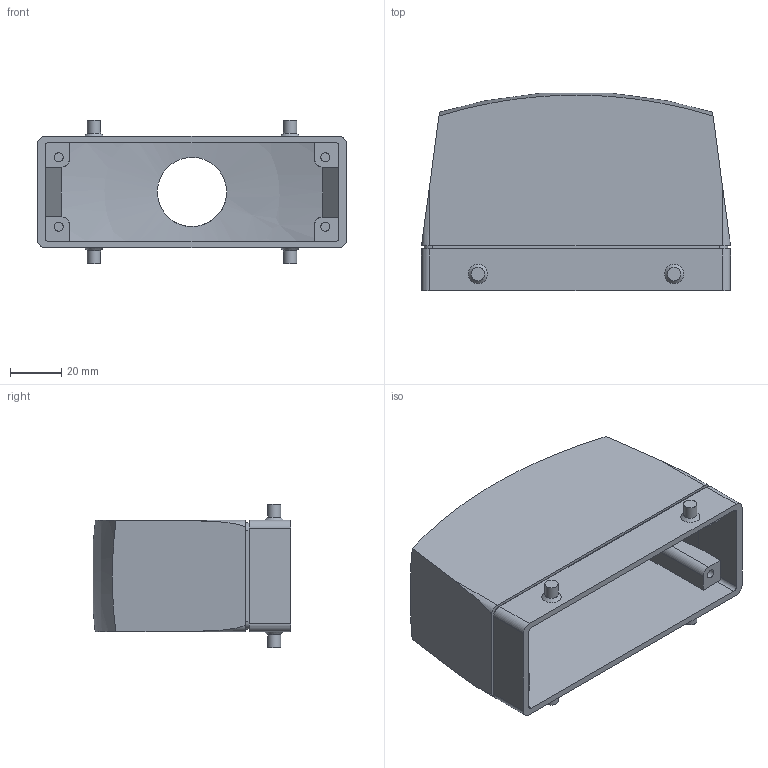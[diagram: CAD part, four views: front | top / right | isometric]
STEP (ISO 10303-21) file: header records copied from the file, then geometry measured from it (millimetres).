
FILE_DESCRIPTION (( 'STEP AP214' ), '1' );
FILE_NAME ('ZP-MC24B-2-DTE21ML.STEP', '2011-11-21T13:36:56', ( '.adc' ), ( '' ), 'SwSTEP 2.0', 'SolidWorks 2011', '' );
FILE_SCHEMA (( 'AUTOMOTIVE_DESIGN' ));
Length unit declared in the file: millimetre
Products named in the file (1): ZP-MC24B-2-DTE21ML
Bounding box: 120.5 x 77.08 x 56 mm (x, y, z)
Volume: 79646.5 mm3; surface area: 61939.6 mm2
Topology: 9 solids, 9 shells, 98 faces, 220 edges, 145 vertices
Faces by surface type: plane 58, cylinder 30, sphere 6, cone 4
Full cylindrical faces by diameter (mm): 3.5 x4, 5.169 x4, 27 x1
Entity records: 3118 total; most frequent: CARTESIAN_POINT 722, DIRECTION 459, ORIENTED_EDGE 404, EDGE_CURVE 202, AXIS2_PLACEMENT_3D 173, VERTEX_POINT 142, EDGE_LOOP 120, VECTOR 113
